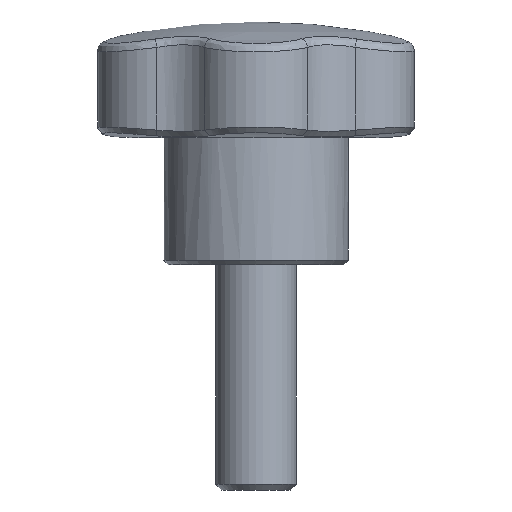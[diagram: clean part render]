
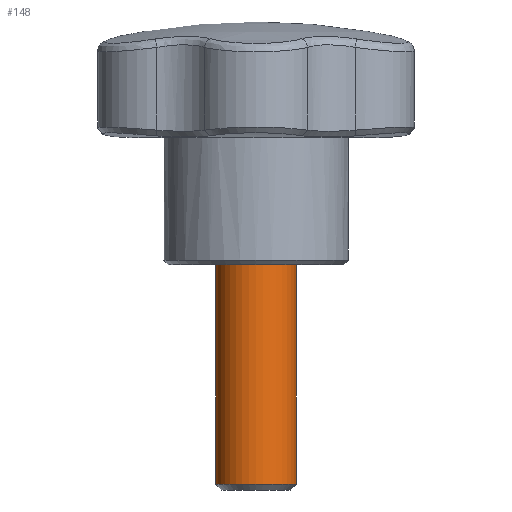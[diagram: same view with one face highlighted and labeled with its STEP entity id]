
A CAD part, front view. The second image highlights one B-rep face of the part: STEP entity #148.
In plain terms, the highlighted cylindrical face has radius 7 mm (diameter 14 mm), a full revolution.
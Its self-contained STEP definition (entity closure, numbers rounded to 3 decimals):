
#148 = ADVANCED_FACE( '', ( #353, #354 ), #355, .T. );
#353 = FACE_OUTER_BOUND( '', #1245, .T. );
#354 = FACE_OUTER_BOUND( '', #1246, .T. );
#355 = CYLINDRICAL_SURFACE( '', #1247, 7. );
#1245 = EDGE_LOOP( '', ( #3751 ) );
#1246 = EDGE_LOOP( '', ( #3752 ) );
#1247 = AXIS2_PLACEMENT_3D( '', #3753, #3754, #3755 );
#3751 = ORIENTED_EDGE( '', *, *, #4381, .T. );
#3752 = ORIENTED_EDGE( '', *, *, #4382, .T. );
#3753 = CARTESIAN_POINT( '', ( 0., 0., -39. ) );
#3754 = DIRECTION( '', ( 0., 0., 1. ) );
#3755 = DIRECTION( '', ( -1., 0., 0. ) );
#4381 = EDGE_CURVE( '', #4801, #4801, #4802, .T. );
#4382 = EDGE_CURVE( '', #4803, #4803, #4804, .F. );
#4801 = VERTEX_POINT( '', #6744 );
#4802 = CIRCLE( '', #6745, 7. );
#4803 = VERTEX_POINT( '', #6746 );
#4804 = CIRCLE( '', #6747, 7. );
#6744 = CARTESIAN_POINT( '', ( 7., 0., -38. ) );
#6745 = AXIS2_PLACEMENT_3D( '', #7810, #7811, #7812 );
#6746 = CARTESIAN_POINT( '', ( 7., 0., 0. ) );
#6747 = AXIS2_PLACEMENT_3D( '', #7813, #7814, #7815 );
#7810 = CARTESIAN_POINT( '', ( 0., 0., -38. ) );
#7811 = DIRECTION( '', ( 0., 0., 1. ) );
#7812 = DIRECTION( '', ( 1., 0., 0. ) );
#7813 = CARTESIAN_POINT( '', ( 0., 0., 0. ) );
#7814 = DIRECTION( '', ( 0., 0., 1. ) );
#7815 = DIRECTION( '', ( 1., 0., 0. ) );
